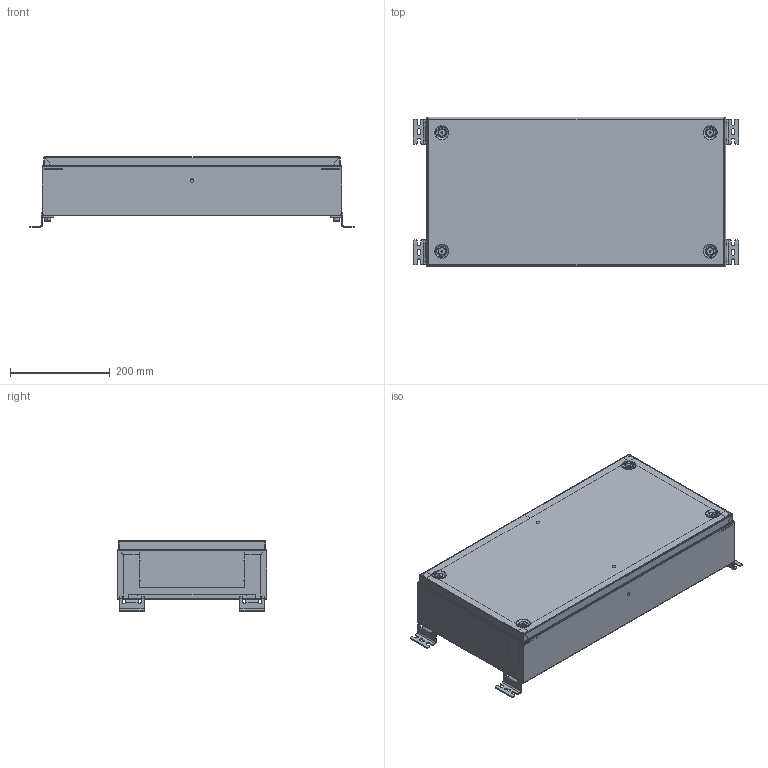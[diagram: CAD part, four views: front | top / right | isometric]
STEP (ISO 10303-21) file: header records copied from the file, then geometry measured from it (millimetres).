
FILE_DESCRIPTION (( 'STEP AP214' ), '1' );
FILE_NAME ('316.312.STEP', '2025-03-17T08:22:24', ( '' ), ( '' ), 'SwSTEP 2.0', 'SolidWorks 2021', '' );
FILE_SCHEMA (( 'AUTOMOTIVE_DESIGN' ));
Length unit declared in the file: millimetre
Products named in the file (15): 妈眚 DIN 912-󋔊0-Zn; ÊÒ.316.312.10.03 Ðàìà ìîíòàæíîé ïàíåëè; ÊÒ.316.312.10.01 Êîðïóñ øêàôà W600H300D120; Çàêëåïêà ðåçüáîâàÿ Ì6 øåñòèãðàííàÿ ñ óìåíüøåííûì áîðòîì; 471.100 Íàñòåííîå êðåïëåíèå; Ãàñêåòèíã W600H300; Øïèëüêà ïðèâàðíàÿ Ì6õ16; Çàêëåïêà ðåçüáîâàÿ Ì8 øåñòèãðàííàÿ ñ óìåíüøåííûì áîðòîì; ÊÒ.316.312 ÑÁ Êàðêàñ øêàôà; 316.312; 室.316.312.10.02 署赅 蚜 W600D120.SLDPRT; Âèíò Ì6õ25 ìåáåëüíûé; 室.316.312.10.02 署赅 W600D120; ÊÒ.316.312.20.00 Êðûøêà ïåðåäíÿÿ ÑÁ; ÊÒ.316.312.20.01 Êðûøêà äâåðíàÿ W600H300
Assembly tree (33 placements, depth 4):
  316.312
    ÊÒ.316.312 ÑÁ Êàðêàñ øêàôà
      ÊÒ.316.312.10.01 Êîðïóñ øêàôà W600H300D120
      室.316.312.10.02 署赅 蚜 W600D120.SLDPRT  x2
        室.316.312.10.02 署赅 W600D120
        Øïèëüêà ïðèâàðíàÿ Ì6õ16
      ÊÒ.316.312.10.03 Ðàìà ìîíòàæíîé ïàíåëè  x2
    ÊÒ.316.312.20.00 Êðûøêà ïåðåäíÿÿ ÑÁ
      ÊÒ.316.312.20.01 Êðûøêà äâåðíàÿ W600H300
      Ãàñêåòèíã W600H300
      Øïèëüêà ïðèâàðíàÿ Ì6õ16  x2
    Çàêëåïêà ðåçüáîâàÿ Ì6 øåñòèãðàííàÿ ñ óìåíüøåííûì áîðòîì  x4
    Çàêëåïêà ðåçüáîâàÿ Ì8 øåñòèãðàííàÿ ñ óìåíüøåííûì áîðòîì  x4
    471.100 Íàñòåííîå êðåïëåíèå  x4
    妈眚 DIN 912-󋔊0-Zn  x4
    Âèíò Ì6õ25 ìåáåëüíûé  x4
Bounding box: 652 x 300 x 141.6 mm (x, y, z)
Volume: 855290.1 mm3; surface area: 1407437.8 mm2
Topology: 31 solids, 31 shells, 1618 faces, 4088 edges, 2550 vertices
Faces by surface type: cylinder 733, plane 701, cone 128, bspline 28, torus 28
Entity records: 26521 total; most frequent: CARTESIAN_POINT 10808, ORIENTED_EDGE 3182, DIRECTION 3098, EDGE_CURVE 1591, AXIS2_PLACEMENT_3D 1067, VERTEX_POINT 988, VECTOR 964, LINE 964
